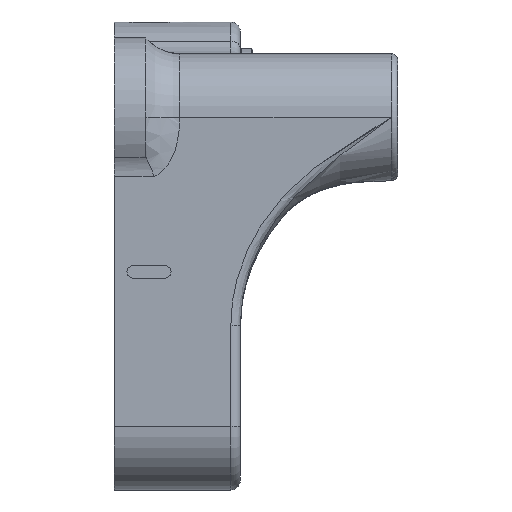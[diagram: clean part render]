
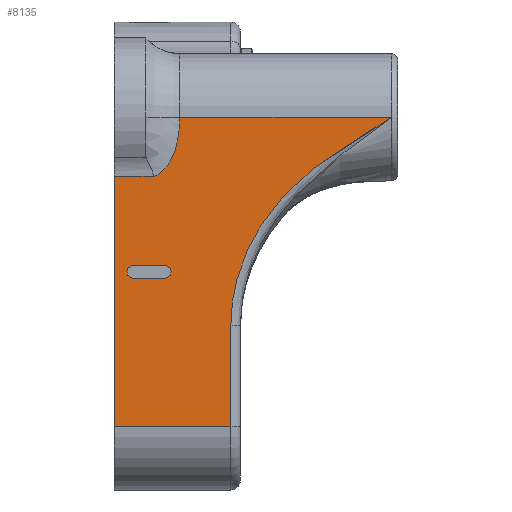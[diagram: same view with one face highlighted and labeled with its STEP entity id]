
A CAD part, left-side view. The second image highlights one B-rep face of the part: STEP entity #8135.
In plain terms, the highlighted planar face has unit normal (-1, 0, 0).
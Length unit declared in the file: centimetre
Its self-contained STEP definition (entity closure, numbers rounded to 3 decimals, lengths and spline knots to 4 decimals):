
#114=LINE('',#15704,#600);
#282=LINE('',#18774,#768);
#314=LINE('',#19142,#800);
#315=LINE('',#19160,#801);
#316=LINE('',#19161,#802);
#317=LINE('',#19166,#803);
#318=LINE('',#19169,#804);
#600=VECTOR('',#9855,1.);
#768=VECTOR('',#10707,1.);
#800=VECTOR('',#10837,1.);
#801=VECTOR('',#10842,1.);
#802=VECTOR('',#10843,1.);
#803=VECTOR('',#10846,1.);
#804=VECTOR('',#10849,1.);
#1229=B_SPLINE_CURVE_WITH_KNOTS('',3,(#18754,#18755,#18756,#18757,#18758,
#18759,#18760,#18761,#18762,#18763,#18764,#18765,#18766,#18767,#18768),
 .UNSPECIFIED.,.F.,.F.,(4,2,1,1,1,1,1,1,1,1,1,4),(-0.0019,
0.,0.437,0.874,1.311,1.748,
2.185,2.6219,3.0589,3.4959,3.9329,
4.3699),.UNSPECIFIED.);
#1241=B_SPLINE_CURVE_WITH_KNOTS('',3,(#19146,#19147,#19148,#19149,#19150,
#19151),.UNSPECIFIED.,.F.,.F.,(4,1,1,4),(-5.624,-5.5234,
-5.1783,-4.8331),.UNSPECIFIED.);
#1242=B_SPLINE_CURVE_WITH_KNOTS('',3,(#19153,#19154,#19155,#19156,#19157,
#19158),.UNSPECIFIED.,.F.,.F.,(4,1,1,4),(-5.9048,-5.8686,
-5.696,-5.624),.UNSPECIFIED.);
#1413=PLANE('',#8998);
#1833=FACE_BOUND('',#2805,.T.);
#2177=FACE_OUTER_BOUND('',#2804,.T.);
#2804=EDGE_LOOP('',(#6741,#6742,#6743,#6744,#6745,#6746,#6747,#6748));
#2805=EDGE_LOOP('',(#6749,#6750,#6751,#6752));
#3427=CIRCLE('',#8999,0.1);
#3428=CIRCLE('',#9000,0.1);
#3666=VERTEX_POINT('',#15692);
#3670=VERTEX_POINT('',#15702);
#4021=VERTEX_POINT('',#18736);
#4023=VERTEX_POINT('',#18770);
#4077=VERTEX_POINT('',#19141);
#4078=VERTEX_POINT('',#19145);
#4079=VERTEX_POINT('',#19152);
#4080=VERTEX_POINT('',#19159);
#4081=VERTEX_POINT('',#19162);
#4082=VERTEX_POINT('',#19163);
#4083=VERTEX_POINT('',#19165);
#4084=VERTEX_POINT('',#19167);
#4481=EDGE_CURVE('',#3670,#3666,#114,.T.);
#4981=EDGE_CURVE('',#3666,#4021,#1229,.T.);
#4984=EDGE_CURVE('',#4021,#4023,#282,.T.);
#5060=EDGE_CURVE('',#4077,#4023,#314,.T.);
#5062=EDGE_CURVE('',#4078,#3670,#1241,.T.);
#5063=EDGE_CURVE('',#4079,#4078,#1242,.T.);
#5064=EDGE_CURVE('',#4080,#4079,#315,.T.);
#5065=EDGE_CURVE('',#4080,#4077,#316,.F.);
#5066=EDGE_CURVE('',#4081,#4082,#3427,.T.);
#5067=EDGE_CURVE('',#4082,#4083,#317,.T.);
#5068=EDGE_CURVE('',#4083,#4084,#3428,.T.);
#5069=EDGE_CURVE('',#4084,#4081,#318,.T.);
#6741=ORIENTED_EDGE('',*,*,#4984,.F.);
#6742=ORIENTED_EDGE('',*,*,#4981,.F.);
#6743=ORIENTED_EDGE('',*,*,#4481,.F.);
#6744=ORIENTED_EDGE('',*,*,#5062,.F.);
#6745=ORIENTED_EDGE('',*,*,#5063,.F.);
#6746=ORIENTED_EDGE('',*,*,#5064,.F.);
#6747=ORIENTED_EDGE('',*,*,#5065,.T.);
#6748=ORIENTED_EDGE('',*,*,#5060,.T.);
#6749=ORIENTED_EDGE('',*,*,#5066,.T.);
#6750=ORIENTED_EDGE('',*,*,#5067,.T.);
#6751=ORIENTED_EDGE('',*,*,#5068,.T.);
#6752=ORIENTED_EDGE('',*,*,#5069,.T.);
#8135=ADVANCED_FACE('',(#2177,#1833),#1413,.T.);
#8998=AXIS2_PLACEMENT_3D('',#19144,#10840,#10841);
#8999=AXIS2_PLACEMENT_3D('',#19164,#10844,#10845);
#9000=AXIS2_PLACEMENT_3D('',#19168,#10847,#10848);
#9855=DIRECTION('',(0.,-1.,0.));
#10707=DIRECTION('',(0.,0.,-1.));
#10837=DIRECTION('',(0.,-1.,0.));
#10840=DIRECTION('center_axis',(-1.,0.,0.));
#10841=DIRECTION('ref_axis',(0.,0.,-1.));
#10842=DIRECTION('',(0.,-1.,0.));
#10843=DIRECTION('',(0.,0.,1.));
#10844=DIRECTION('center_axis',(1.,0.,0.));
#10845=DIRECTION('ref_axis',(0.,0.,-1.));
#10846=DIRECTION('',(0.,1.,0.));
#10847=DIRECTION('center_axis',(1.,0.,0.));
#10848=DIRECTION('ref_axis',(0.,0.,
1.));
#10849=DIRECTION('',(0.,-1.,0.));
#15692=CARTESIAN_POINT('',(-6.9912,-6.7297,-0.5903));
#15702=CARTESIAN_POINT('',(-6.9912,-3.3681,-0.5903));
#15704=CARTESIAN_POINT('',(-6.9912,-2.1297,-0.5903));
#18736=CARTESIAN_POINT('',(-6.9912,-4.1797,-3.8901));
#18754=CARTESIAN_POINT('Ctrl Pts',(-6.9912,-6.7297,
-0.5903));
#18755=CARTESIAN_POINT('Ctrl Pts',(-6.9912,-6.7291,
-0.5906));
#18756=CARTESIAN_POINT('Ctrl Pts',(-6.9912,-6.7286,
-0.5909));
#18757=CARTESIAN_POINT('Ctrl Pts',(-6.9912,-6.6021,
-0.6644));
#18758=CARTESIAN_POINT('Ctrl Pts',(-6.9912,-6.3485,
-0.8117));
#18759=CARTESIAN_POINT('Ctrl Pts',(-6.9912,-5.9731,
-1.0444));
#18760=CARTESIAN_POINT('Ctrl Pts',(-6.9912,-5.6122,
-1.2971));
#18761=CARTESIAN_POINT('Ctrl Pts',(-6.9912,-5.2745,
-1.5765));
#18762=CARTESIAN_POINT('Ctrl Pts',(-6.9912,-4.9679,
-1.8867));
#18763=CARTESIAN_POINT('Ctrl Pts',(-6.9912,-4.6968,
-2.234));
#18764=CARTESIAN_POINT('Ctrl Pts',(-6.9912,-4.4733,
-2.6156));
#18765=CARTESIAN_POINT('Ctrl Pts',(-6.9912,-4.3077,
-3.0207));
#18766=CARTESIAN_POINT('Ctrl Pts',(-6.9912,-4.2031,-3.4512));
#18767=CARTESIAN_POINT('Ctrl Pts',(-6.9912,-4.1797,
-3.7444));
#18768=CARTESIAN_POINT('Ctrl Pts',(-6.9912,-4.1797,
-3.8901));
#18770=CARTESIAN_POINT('',(-6.9912,-4.1797,-5.5003));
#18774=CARTESIAN_POINT('',(-6.9912,-4.1797,-1.8178));
#19141=CARTESIAN_POINT('',(-6.9912,-2.3297,-5.5003));
#19142=CARTESIAN_POINT('',(-6.9912,-2.1297,-5.5003));
#19144=CARTESIAN_POINT('Origin',(-6.9912,-2.1297,-0.5903));
#19145=CARTESIAN_POINT('',(-6.9912,-3.1771,-1.3481));
#19146=CARTESIAN_POINT('Ctrl Pts',(-6.9912,-3.1771,
-1.3481));
#19147=CARTESIAN_POINT('Ctrl Pts',(-6.9912,-3.1965,
-1.3206));
#19148=CARTESIAN_POINT('Ctrl Pts',(-6.9912,-3.2737,-1.1923));
#19149=CARTESIAN_POINT('Ctrl Pts',(-6.9912,-3.35,-0.9347));
#19150=CARTESIAN_POINT('Ctrl Pts',(-6.9912,-3.3681,
-0.7053));
#19151=CARTESIAN_POINT('Ctrl Pts',(-6.9912,-3.3681,
-0.5903));
#19152=CARTESIAN_POINT('',(-6.9912,-2.9636,-1.5271));
#19153=CARTESIAN_POINT('Ctrl Pts',(-6.9912,-2.9635,
-1.5269));
#19154=CARTESIAN_POINT('Ctrl Pts',(-6.9912,-2.9748,
-1.5224));
#19155=CARTESIAN_POINT('Ctrl Pts',(-6.9912,-3.0385,
-1.4932));
#19156=CARTESIAN_POINT('Ctrl Pts',(-6.9912,-3.1123,
-1.4321));
#19157=CARTESIAN_POINT('Ctrl Pts',(-6.9912,-3.1631,
-1.3678));
#19158=CARTESIAN_POINT('Ctrl Pts',(-6.9912,-3.1771,
-1.3481));
#19159=CARTESIAN_POINT('',(-6.9912,-2.3297,-1.5271));
#19160=CARTESIAN_POINT('',(-6.9912,-2.3297,-1.5271));
#19161=CARTESIAN_POINT('',(-6.9912,-2.3297,-1.8178));
#19162=CARTESIAN_POINT('',(-6.9912,-3.1297,-2.9453));
#19163=CARTESIAN_POINT('',(-6.9912,-3.1297,-3.1453));
#19164=CARTESIAN_POINT('Origin',(-6.9912,-3.1297,-3.0453));
#19165=CARTESIAN_POINT('',(-6.9912,-2.6297,-3.1453));
#19166=CARTESIAN_POINT('',(-6.9912,-2.6297,-3.1453));
#19167=CARTESIAN_POINT('',(-6.9912,-2.6297,-2.9453));
#19168=CARTESIAN_POINT('Origin',(-6.9912,-2.6297,-3.0453));
#19169=CARTESIAN_POINT('',(-6.9912,-2.3797,-2.9453));
